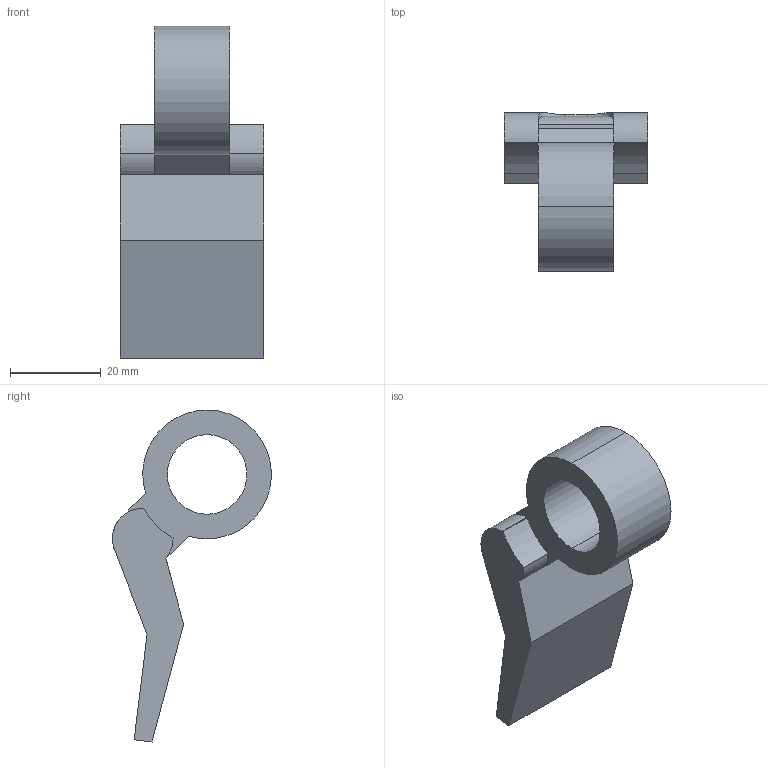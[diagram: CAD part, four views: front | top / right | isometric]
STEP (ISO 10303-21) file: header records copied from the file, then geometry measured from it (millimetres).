
FILE_DESCRIPTION (( 'STEP AP214' ), '1' );
FILE_NAME ('hand-finger-middle-x2.STEP', '2024-05-03T02:19:59', ( '' ), ( '' ), 'SwSTEP 2.0', 'SolidWorks 2023', '' );
FILE_SCHEMA (( 'AUTOMOTIVE_DESIGN' ));
Length unit declared in the file: millimetre
Products named in the file (1): hand-finger-middle-x2
Bounding box: 31.67 x 34.97 x 73.01 mm (x, y, z)
Volume: 19601.9 mm3; surface area: 7420.2 mm2
Topology: 1 solids, 1 shells, 31 faces, 83 edges, 54 vertices
Faces by surface type: cylinder 16, plane 15
Entity records: 1172 total; most frequent: CARTESIAN_POINT 355, DIRECTION 169, ORIENTED_EDGE 166, EDGE_CURVE 83, AXIS2_PLACEMENT_3D 60, VERTEX_POINT 54, VECTOR 49, LINE 49
